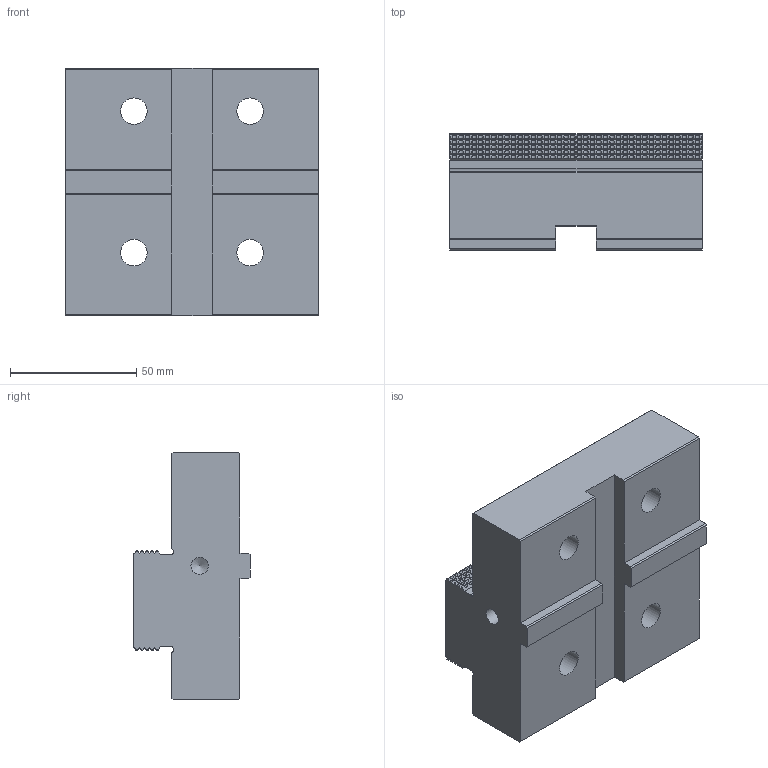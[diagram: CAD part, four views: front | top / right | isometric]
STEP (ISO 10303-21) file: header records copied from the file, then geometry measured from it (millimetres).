
FILE_DESCRIPTION(/* description */ (''),/* implementation_level */ '2;1');
FILE_NAME(/* name */ 'ML-MZS 125.stp',/* time_stamp */ '2019-11-14T14:25:22+01:00',/* author */ ('e.orio2'),/* organization */ (''),/* preprocessor_version */ 'ST-DEVELOPER v17',/* originating_system */ 'Autodesk Inventor 2019',/* authorisation */ '');
FILE_SCHEMA (('AUTOMOTIVE_DESIGN { 1 0 10303 214 3 1 1 }'));
Length unit declared in the file: millimetre
Products named in the file (1): ML-MZS 125
Bounding box: 100 x 46 x 98 mm (x, y, z)
Volume: 292516.9 mm3; surface area: 42565.4 mm2
Topology: 1 solids, 1 shells, 798 faces, 2398 edges, 1604 vertices
Faces by surface type: plane 422, cylinder 374, cone 2
Full cylindrical faces by diameter (mm): 6.8 x2, 10.5 x4, 17 x4
Entity records: 27313 total; most frequent: CARTESIAN_POINT 4879, DIRECTION 4796, ORIENTED_EDGE 4792, EDGE_CURVE 2396, AXIS2_PLACEMENT_3D 1605, VERTEX_POINT 1604, LINE 1586, VECTOR 1586
